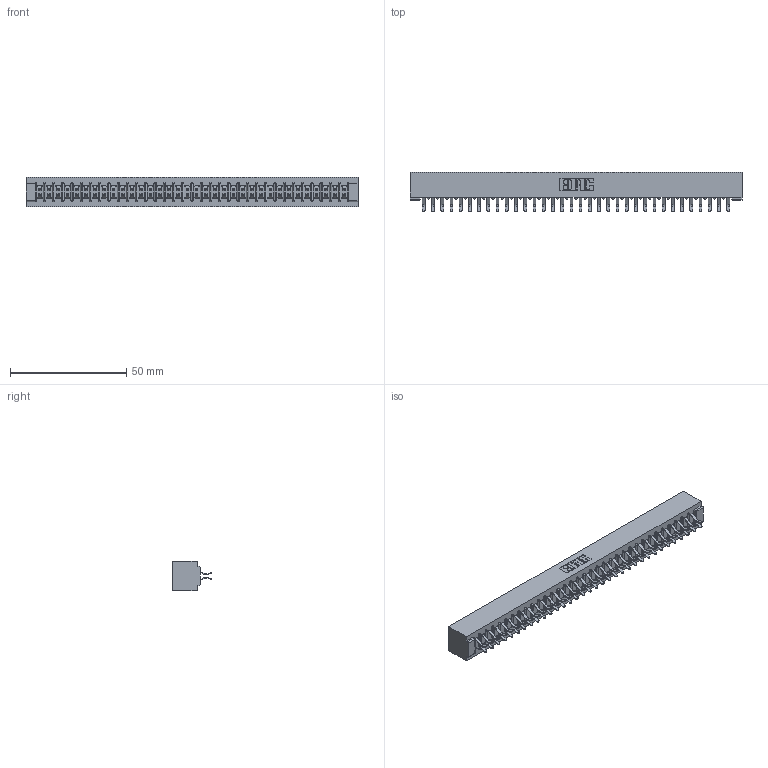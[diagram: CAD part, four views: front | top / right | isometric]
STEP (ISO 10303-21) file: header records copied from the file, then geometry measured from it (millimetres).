
FILE_DESCRIPTION (( 'STEP AP203' ), '1' );
FILE_NAME ('357-068-556-201.STEP', '2018-08-12T18:12:29', ( '' ), ( '' ), 'SwSTEP 2.0', 'SolidWorks 2016', '' );
FILE_SCHEMA (( 'CONFIG_CONTROL_DESIGN' ));
Length unit declared in the file: inch
Products named in the file (3): 307-290-001_556; 357-068-556-201; 307 Part_No Mounting Lugs
Assembly tree (69 placements, depth 2):
  357-068-556-201
    307 Part_No Mounting Lugs
    307-290-001_556  x68
Bounding box: 142.6 x 16.97 x 12.7 mm (x, y, z)
Volume: 15641.9 mm3; surface area: 19113.1 mm2
Topology: 69 solids, 69 shells, 3545 faces, 9955 edges, 6450 vertices
Faces by surface type: plane 2310, cylinder 1165, sphere 70
Entity records: 31048 total; most frequent: CARTESIAN_POINT 5078, ORIENTED_EDGE 5030, DIRECTION 4977, EDGE_CURVE 2515, VECTOR 1927, LINE 1927, VERTEX_POINT 1626, AXIS2_PLACEMENT_3D 1525
